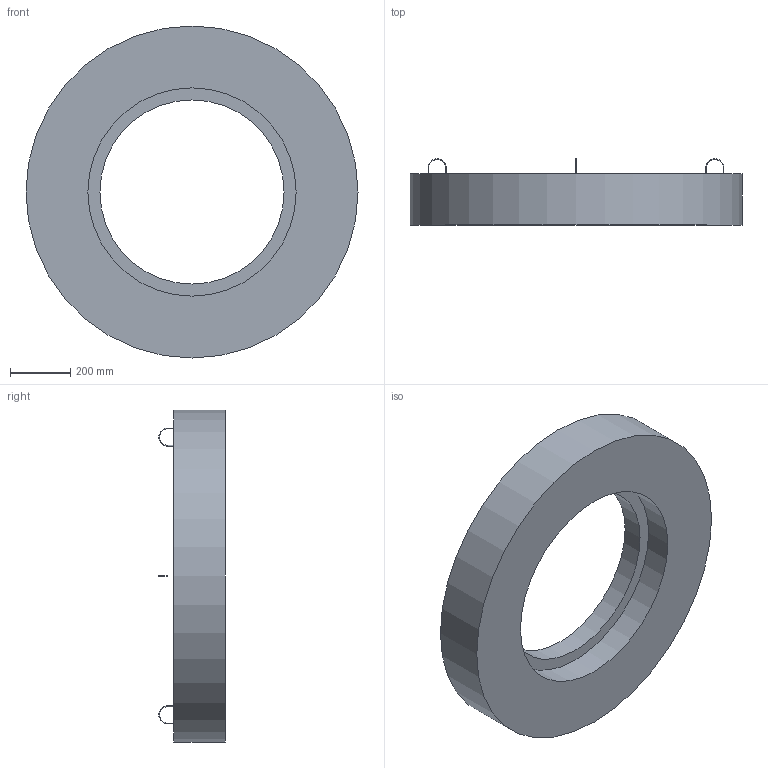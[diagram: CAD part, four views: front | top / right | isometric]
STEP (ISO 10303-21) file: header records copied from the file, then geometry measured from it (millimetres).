
FILE_DESCRIPTION(/* description */ (''),/* implementation_level */ '2;1');
FILE_NAME(/* name */ '661260z.stp',/* time_stamp */ '2024-04-29T10:11:13+02:00',/* author */ ('corinna'),/* organization */ (''),/* preprocessor_version */ 'ST-DEVELOPER v20',/* originating_system */ 'Autodesk Inventor 2024',/* authorisation */ '');
FILE_SCHEMA (('AUTOMOTIVE_DESIGN { 1 0 10303 214 3 1 1 }'));
Length unit declared in the file: millimetre
Products named in the file (1): 661260z
Bounding box: 1100 x 220 x 1100 mm (x, y, z)
Volume: 102295171.8 mm3; surface area: 2262388.8 mm2
Topology: 1 solids, 1 shells, 20 faces, 48 edges, 32 vertices
Faces by surface type: cylinder 12, torus 4, plane 4
Full cylindrical faces by diameter (mm): 2.5 x8, 610 x1, 690 x1, 810 x1, 1100 x1
Entity records: 671 total; most frequent: DIRECTION 126, CARTESIAN_POINT 101, ORIENTED_EDGE 96, AXIS2_PLACEMENT_3D 57, EDGE_CURVE 48, CIRCLE 36, EDGE_LOOP 32, VERTEX_POINT 32
